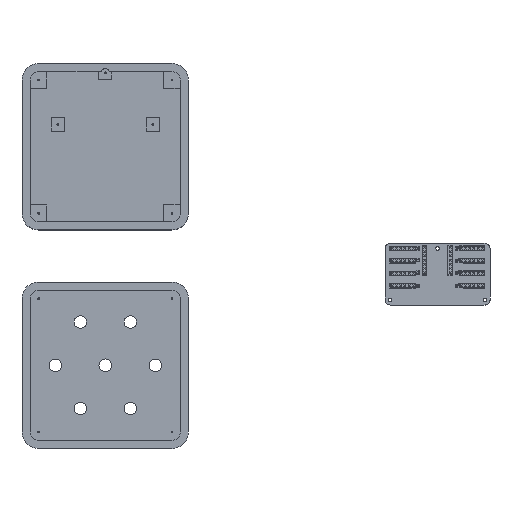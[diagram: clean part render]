
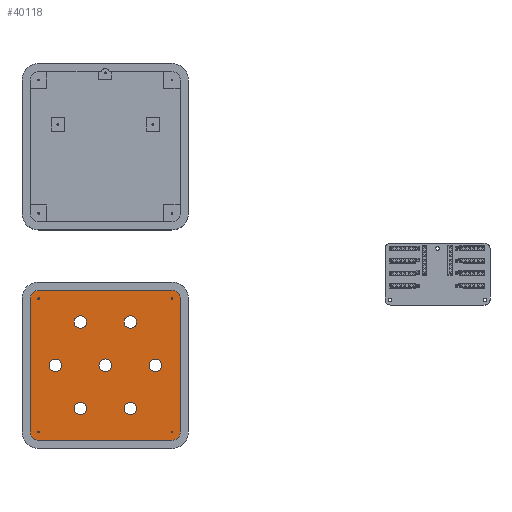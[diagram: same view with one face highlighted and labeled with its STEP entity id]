
A CAD part, top view. The second image highlights one B-rep face of the part: STEP entity #40118.
In plain terms, the highlighted planar face has unit normal (0, 0, 1).
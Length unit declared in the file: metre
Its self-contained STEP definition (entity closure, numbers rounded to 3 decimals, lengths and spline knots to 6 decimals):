
#528=CIRCLE('',#42894,0.0005);
#530=CIRCLE('',#42897,0.0005);
#532=CIRCLE('',#42900,0.0005);
#534=CIRCLE('',#42903,0.0005);
#536=CIRCLE('',#42907,0.003734);
#537=CIRCLE('',#42908,0.003734);
#538=CIRCLE('',#42909,0.003734);
#539=CIRCLE('',#42910,0.003734);
#540=CIRCLE('',#42911,0.003734);
#541=CIRCLE('',#42912,0.003734);
#542=CIRCLE('',#42913,0.0038);
#543=CIRCLE('',#42914,0.005);
#544=CIRCLE('',#42915,0.005);
#545=CIRCLE('',#42916,0.005);
#546=CIRCLE('',#42917,0.005);
#11330=ORIENTED_EDGE('',*,*,#16934,.T.);
#11331=ORIENTED_EDGE('',*,*,#16935,.T.);
#11332=ORIENTED_EDGE('',*,*,#16936,.T.);
#11333=ORIENTED_EDGE('',*,*,#16937,.T.);
#11334=ORIENTED_EDGE('',*,*,#16938,.T.);
#11335=ORIENTED_EDGE('',*,*,#16939,.T.);
#11336=ORIENTED_EDGE('',*,*,#16940,.T.);
#11337=ORIENTED_EDGE('',*,*,#16929,.F.);
#11338=ORIENTED_EDGE('',*,*,#16927,.F.);
#11339=ORIENTED_EDGE('',*,*,#16925,.F.);
#11340=ORIENTED_EDGE('',*,*,#16923,.F.);
#11341=ORIENTED_EDGE('',*,*,#16918,.T.);
#11342=ORIENTED_EDGE('',*,*,#16941,.T.);
#11343=ORIENTED_EDGE('',*,*,#16920,.T.);
#11344=ORIENTED_EDGE('',*,*,#16942,.T.);
#11345=ORIENTED_EDGE('',*,*,#16931,.F.);
#11346=ORIENTED_EDGE('',*,*,#16943,.T.);
#11347=ORIENTED_EDGE('',*,*,#16914,.F.);
#11348=ORIENTED_EDGE('',*,*,#16944,.T.);
#16914=EDGE_CURVE('',#20764,#20765,#25966,.T.);
#16918=EDGE_CURVE('',#20767,#20766,#25970,.T.);
#16920=EDGE_CURVE('',#20768,#20769,#25972,.T.);
#16923=EDGE_CURVE('',#20770,#20770,#528,.T.);
#16925=EDGE_CURVE('',#20772,#20772,#530,.T.);
#16927=EDGE_CURVE('',#20774,#20774,#532,.T.);
#16929=EDGE_CURVE('',#20776,#20776,#534,.T.);
#16931=EDGE_CURVE('',#20778,#20779,#25975,.T.);
#16934=EDGE_CURVE('',#20780,#20780,#536,.T.);
#16935=EDGE_CURVE('',#20781,#20781,#537,.T.);
#16936=EDGE_CURVE('',#20782,#20782,#538,.T.);
#16937=EDGE_CURVE('',#20783,#20783,#539,.T.);
#16938=EDGE_CURVE('',#20784,#20784,#540,.T.);
#16939=EDGE_CURVE('',#20785,#20785,#541,.T.);
#16940=EDGE_CURVE('',#20786,#20786,#542,.T.);
#16941=EDGE_CURVE('',#20766,#20768,#543,.T.);
#16942=EDGE_CURVE('',#20769,#20779,#544,.T.);
#16943=EDGE_CURVE('',#20778,#20765,#545,.T.);
#16944=EDGE_CURVE('',#20764,#20767,#546,.T.);
#20764=VERTEX_POINT('',#64662);
#20765=VERTEX_POINT('',#64663);
#20766=VERTEX_POINT('',#64668);
#20767=VERTEX_POINT('',#64670);
#20768=VERTEX_POINT('',#64674);
#20769=VERTEX_POINT('',#64675);
#20770=VERTEX_POINT('',#64680);
#20772=VERTEX_POINT('',#64685);
#20774=VERTEX_POINT('',#64690);
#20776=VERTEX_POINT('',#64695);
#20778=VERTEX_POINT('',#64700);
#20779=VERTEX_POINT('',#64701);
#20780=VERTEX_POINT('',#64706);
#20781=VERTEX_POINT('',#64708);
#20782=VERTEX_POINT('',#64710);
#20783=VERTEX_POINT('',#64712);
#20784=VERTEX_POINT('',#64714);
#20785=VERTEX_POINT('',#64716);
#20786=VERTEX_POINT('',#64718);
#25966=LINE('',#64661,#31153);
#25970=LINE('',#64669,#31157);
#25972=LINE('',#64673,#31159);
#25975=LINE('',#64699,#31162);
#31153=VECTOR('',#53078,1.);
#31157=VECTOR('',#53084,1.);
#31159=VECTOR('',#53088,1.);
#31162=VECTOR('',#53117,1.);
#33589=EDGE_LOOP('',(#11330));
#33590=EDGE_LOOP('',(#11331));
#33591=EDGE_LOOP('',(#11332));
#33592=EDGE_LOOP('',(#11333));
#33593=EDGE_LOOP('',(#11334));
#33594=EDGE_LOOP('',(#11335));
#33595=EDGE_LOOP('',(#11336));
#33596=EDGE_LOOP('',(#11337));
#33597=EDGE_LOOP('',(#11338));
#33598=EDGE_LOOP('',(#11339));
#33599=EDGE_LOOP('',(#11340));
#33600=EDGE_LOOP('',(#11341,#11342,#11343,#11344,#11345,#11346,#11347,#11348));
#36059=FACE_BOUND('',#33589,.T.);
#36060=FACE_BOUND('',#33590,.T.);
#36061=FACE_BOUND('',#33591,.T.);
#36062=FACE_BOUND('',#33592,.T.);
#36063=FACE_BOUND('',#33593,.T.);
#36064=FACE_BOUND('',#33594,.T.);
#36065=FACE_BOUND('',#33595,.T.);
#36066=FACE_BOUND('',#33596,.T.);
#36067=FACE_BOUND('',#33597,.T.);
#36068=FACE_BOUND('',#33598,.T.);
#36069=FACE_BOUND('',#33599,.T.);
#36070=FACE_BOUND('',#33600,.T.);
#38060=PLANE('',#42906);
#40118=ADVANCED_FACE('',(#36059,#36060,#36061,#36062,#36063,#36064,#36065,
#36066,#36067,#36068,#36069,#36070),#38060,.T.);
#42894=AXIS2_PLACEMENT_3D('',#64679,#53093,#53094);
#42897=AXIS2_PLACEMENT_3D('',#64684,#53099,#53100);
#42900=AXIS2_PLACEMENT_3D('',#64689,#53105,#53106);
#42903=AXIS2_PLACEMENT_3D('',#64694,#53111,#53112);
#42906=AXIS2_PLACEMENT_3D('',#64704,#53120,#53121);
#42907=AXIS2_PLACEMENT_3D('',#64705,#53122,#53123);
#42908=AXIS2_PLACEMENT_3D('',#64707,#53124,#53125);
#42909=AXIS2_PLACEMENT_3D('',#64709,#53126,#53127);
#42910=AXIS2_PLACEMENT_3D('',#64711,#53128,#53129);
#42911=AXIS2_PLACEMENT_3D('',#64713,#53130,#53131);
#42912=AXIS2_PLACEMENT_3D('',#64715,#53132,#53133);
#42913=AXIS2_PLACEMENT_3D('',#64717,#53134,#53135);
#42914=AXIS2_PLACEMENT_3D('',#64719,#53136,#53137);
#42915=AXIS2_PLACEMENT_3D('',#64720,#53138,#53139);
#42916=AXIS2_PLACEMENT_3D('',#64721,#53140,#53141);
#42917=AXIS2_PLACEMENT_3D('',#64722,#53142,#53143);
#53078=DIRECTION('',(1.,0.,0.));
#53084=DIRECTION('',(0.,-1.,0.));
#53088=DIRECTION('',(1.,0.,0.));
#53093=DIRECTION('',(0.,0.,1.));
#53094=DIRECTION('',(1.,0.,0.));
#53099=DIRECTION('',(0.,0.,1.));
#53100=DIRECTION('',(1.,0.,0.));
#53105=DIRECTION('',(0.,0.,1.));
#53106=DIRECTION('',(1.,0.,0.));
#53111=DIRECTION('',(0.,0.,1.));
#53112=DIRECTION('',(1.,0.,0.));
#53117=DIRECTION('',(0.,-1.,0.));
#53120=DIRECTION('',(0.,0.,1.));
#53121=DIRECTION('',(1.,0.,0.));
#53122=DIRECTION('',(0.,0.,-1.));
#53123=DIRECTION('',(-1.,0.,0.));
#53124=DIRECTION('',(0.,0.,-1.));
#53125=DIRECTION('',(-1.,0.,0.));
#53126=DIRECTION('',(0.,0.,-1.));
#53127=DIRECTION('',(-1.,0.,0.));
#53128=DIRECTION('',(0.,0.,-1.));
#53129=DIRECTION('',(-1.,0.,0.));
#53130=DIRECTION('',(0.,0.,-1.));
#53131=DIRECTION('',(-1.,0.,0.));
#53132=DIRECTION('',(0.,0.,-1.));
#53133=DIRECTION('',(-1.,0.,0.));
#53134=DIRECTION('',(0.,0.,-1.));
#53135=DIRECTION('',(-1.,0.,0.));
#53136=DIRECTION('',(0.,0.,1.));
#53137=DIRECTION('',(1.,0.,0.));
#53138=DIRECTION('',(0.,0.,1.));
#53139=DIRECTION('',(1.,0.,0.));
#53140=DIRECTION('',(0.,0.,1.));
#53141=DIRECTION('',(1.,0.,0.));
#53142=DIRECTION('',(0.,0.,1.));
#53143=DIRECTION('',(1.,0.,0.));
#64661=CARTESIAN_POINT('',(0.,-0.086203,0.01));
#64662=CARTESIAN_POINT('',(-0.04,-0.086203,0.01));
#64663=CARTESIAN_POINT('',(0.04,-0.086203,0.01));
#64668=CARTESIAN_POINT('',(-0.045,-0.171203,0.01));
#64669=CARTESIAN_POINT('',(-0.045,-0.131203,0.01));
#64670=CARTESIAN_POINT('',(-0.045,-0.091203,0.01));
#64673=CARTESIAN_POINT('',(0.,-0.176203,0.01));
#64674=CARTESIAN_POINT('',(-0.04,-0.176203,0.01));
#64675=CARTESIAN_POINT('',(0.04,-0.176203,0.01));
#64679=CARTESIAN_POINT('',(-0.04,-0.091203,0.01));
#64680=CARTESIAN_POINT('',(-0.0395,-0.091203,0.01));
#64684=CARTESIAN_POINT('',(-0.04,-0.171203,0.01));
#64685=CARTESIAN_POINT('',(-0.0395,-0.171203,0.01));
#64689=CARTESIAN_POINT('',(0.04,-0.171203,0.01));
#64690=CARTESIAN_POINT('',(0.0405,-0.171203,0.01));
#64694=CARTESIAN_POINT('',(0.04,-0.091203,0.01));
#64695=CARTESIAN_POINT('',(0.0405,-0.091203,0.01));
#64699=CARTESIAN_POINT('',(0.045,-0.131203,0.01));
#64700=CARTESIAN_POINT('',(0.045,-0.091203,0.01));
#64701=CARTESIAN_POINT('',(0.045,-0.171203,0.01));
#64704=CARTESIAN_POINT('',(0.,-0.131203,0.01));
#64705=CARTESIAN_POINT('',(-0.015,-0.157184,0.01));
#64706=CARTESIAN_POINT('',(-0.018734,-0.157184,0.01));
#64707=CARTESIAN_POINT('',(0.015,-0.157184,0.01));
#64708=CARTESIAN_POINT('',(0.011266,-0.157184,0.01));
#64709=CARTESIAN_POINT('',(0.03,-0.131203,0.01));
#64710=CARTESIAN_POINT('',(0.026266,-0.131203,0.01));
#64711=CARTESIAN_POINT('',(0.015,-0.105222,0.01));
#64712=CARTESIAN_POINT('',(0.011266,-0.105222,0.01));
#64713=CARTESIAN_POINT('',(-0.015,-0.105222,0.01));
#64714=CARTESIAN_POINT('',(-0.018734,-0.105222,0.01));
#64715=CARTESIAN_POINT('',(-0.03,-0.131203,0.01));
#64716=CARTESIAN_POINT('',(-0.033734,-0.131203,0.01));
#64717=CARTESIAN_POINT('',(0.,-0.131203,0.01));
#64718=CARTESIAN_POINT('',(-0.0038,-0.131203,0.01));
#64719=CARTESIAN_POINT('',(-0.04,-0.171203,0.01));
#64720=CARTESIAN_POINT('',(0.04,-0.171203,0.01));
#64721=CARTESIAN_POINT('',(0.04,-0.091203,0.01));
#64722=CARTESIAN_POINT('',(-0.04,-0.091203,0.01));
